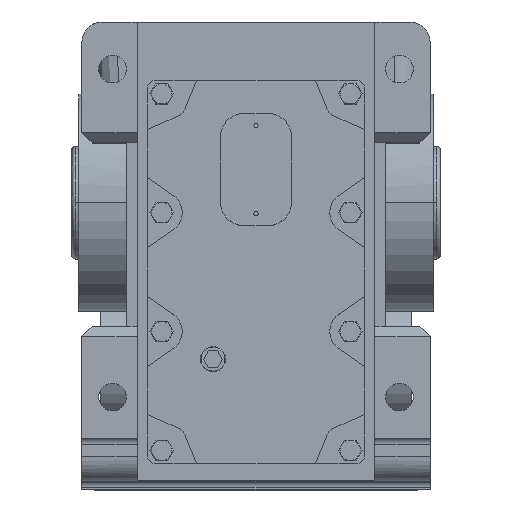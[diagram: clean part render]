
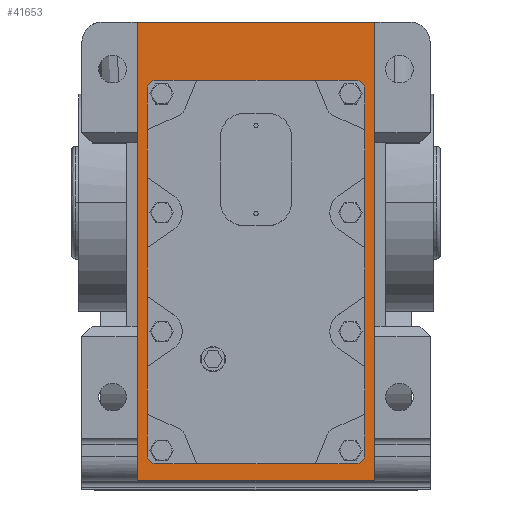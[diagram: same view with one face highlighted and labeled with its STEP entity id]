
A CAD part, top view. The second image highlights one B-rep face of the part: STEP entity #41653.
In plain terms, the highlighted planar face has unit normal (0, 0, 1).
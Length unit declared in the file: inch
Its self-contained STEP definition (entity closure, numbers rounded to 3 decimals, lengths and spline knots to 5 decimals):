
#45 = EDGE_CURVE ( 'NONE', #34287, #20667, #10972, .T. ) ;
#606 = LINE ( 'NONE', #41369, #24140 ) ;
#848 = VECTOR ( 'NONE', #10911, 39.37008 ) ;
#1950 = DIRECTION ( 'NONE',  ( 1., 0., 0. ) ) ;
#1983 = DIRECTION ( 'NONE',  ( 0., 0., -1. ) ) ;
#2388 = EDGE_CURVE ( 'NONE', #20261, #24185, #24294, .T. ) ;
#2505 = EDGE_CURVE ( 'NONE', #20667, #13043, #9031, .T. ) ;
#4024 = CARTESIAN_POINT ( 'NONE',  ( -1.92913, 2.34252, 2.91339 ) ) ;
#4439 = CARTESIAN_POINT ( 'NONE',  ( -2.08661, 2.18504, 2.91339 ) ) ;
#5185 = AXIS2_PLACEMENT_3D ( 'NONE', #47187, #1983, #32415 ) ;
#5365 = VECTOR ( 'NONE', #35759, 39.37008 ) ;
#5674 = PLANE ( 'NONE',  #43219 ) ;
#5904 = CARTESIAN_POINT ( 'NONE',  ( 2.28346, 3.46457, 2.91339 ) ) ;
#6311 = LINE ( 'NONE', #27696, #13981 ) ;
#6528 = CARTESIAN_POINT ( 'NONE',  ( 1.92913, 2.18504, 2.91339 ) ) ;
#7089 = VERTEX_POINT ( 'NONE', #4439 ) ;
#7426 = ORIENTED_EDGE ( 'NONE', *, *, #2505, .T. ) ;
#8284 = ORIENTED_EDGE ( 'NONE', *, *, #22520, .T. ) ;
#8930 = ORIENTED_EDGE ( 'NONE', *, *, #42584, .T. ) ;
#9031 = LINE ( 'NONE', #11319, #34346 ) ;
#9056 = CARTESIAN_POINT ( 'NONE',  ( 2.28346, -5.34772, 2.91339 ) ) ;
#9097 = CARTESIAN_POINT ( 'NONE',  ( 2.08661, -5.34772, 2.91339 ) ) ;
#9963 = VERTEX_POINT ( 'NONE', #12728 ) ;
#10283 = ORIENTED_EDGE ( 'NONE', *, *, #19849, .T. ) ;
#10579 = CARTESIAN_POINT ( 'NONE',  ( 1.92913, 2.34252, 2.91339 ) ) ;
#10624 = ORIENTED_EDGE ( 'NONE', *, *, #43148, .T. ) ;
#10849 = AXIS2_PLACEMENT_3D ( 'NONE', #35882, #24962, #1950 ) ;
#10911 = DIRECTION ( 'NONE',  ( -1., 0., 0. ) ) ;
#10972 = LINE ( 'NONE', #40311, #44002 ) ;
#11122 = CARTESIAN_POINT ( 'NONE',  ( 1.92913, -4.8622, 2.91339 ) ) ;
#11319 = CARTESIAN_POINT ( 'NONE',  ( -2.28346, -5.34772, 2.91339 ) ) ;
#12653 = ORIENTED_EDGE ( 'NONE', *, *, #16146, .T. ) ;
#12728 = CARTESIAN_POINT ( 'NONE',  ( -1.92913, -5.01969, 2.91339 ) ) ;
#12903 = LINE ( 'NONE', #18426, #38245 ) ;
#13043 = VERTEX_POINT ( 'NONE', #9056 ) ;
#13244 = LINE ( 'NONE', #18769, #848 ) ;
#13276 = CARTESIAN_POINT ( 'NONE',  ( -2.28346, -5.34772, 2.91339 ) ) ;
#13606 = EDGE_LOOP ( 'NONE', ( #10624, #34708, #34572, #7426 ) ) ;
#13618 = ORIENTED_EDGE ( 'NONE', *, *, #2388, .T. ) ;
#13653 = LINE ( 'NONE', #9097, #5365 ) ;
#13981 = VECTOR ( 'NONE', #34940, 39.37008 ) ;
#14046 = EDGE_CURVE ( 'NONE', #34287, #21631, #6311, .T. ) ;
#14107 = DIRECTION ( 'NONE',  ( 1., 0., 0. ) ) ;
#15299 = CARTESIAN_POINT ( 'NONE',  ( -2.28346, 2.34252, 2.91339 ) ) ;
#16146 = EDGE_CURVE ( 'NONE', #35433, #9963, #13244, .T. ) ;
#16909 = EDGE_CURVE ( 'NONE', #19883, #20261, #46272, .T. ) ;
#18426 = CARTESIAN_POINT ( 'NONE',  ( -2.08661, -5.34772, 2.91339 ) ) ;
#18769 = CARTESIAN_POINT ( 'NONE',  ( -2.28346, -5.01969, 2.91339 ) ) ;
#19683 = VECTOR ( 'NONE', #34046, 39.37008 ) ;
#19849 = EDGE_CURVE ( 'NONE', #24028, #35433, #27114, .T. ) ;
#19883 = VERTEX_POINT ( 'NONE', #4024 ) ;
#20058 = CARTESIAN_POINT ( 'NONE',  ( -2.28346, -5.34772, 2.91339 ) ) ;
#20194 = CARTESIAN_POINT ( 'NONE',  ( 2.08661, -4.8622, 2.91339 ) ) ;
#20261 = VERTEX_POINT ( 'NONE', #10579 ) ;
#20667 = VERTEX_POINT ( 'NONE', #20058 ) ;
#21324 = DIRECTION ( 'NONE',  ( 0., -1., 0. ) ) ;
#21631 = VERTEX_POINT ( 'NONE', #5904 ) ;
#22204 = CARTESIAN_POINT ( 'NONE',  ( -2.28346, 3.46457, 2.91339 ) ) ;
#22205 = EDGE_LOOP ( 'NONE', ( #12653, #34645, #8930, #8284, #41038, #13618, #26838, #10283 ) ) ;
#22520 = EDGE_CURVE ( 'NONE', #7089, #19883, #31989, .T. ) ;
#23609 = EDGE_CURVE ( 'NONE', #24185, #24028, #13653, .T. ) ;
#24028 = VERTEX_POINT ( 'NONE', #20194 ) ;
#24140 = VECTOR ( 'NONE', #41199, 39.37008 ) ;
#24185 = VERTEX_POINT ( 'NONE', #36840 ) ;
#24294 = CIRCLE ( 'NONE', #30643, 0.15748 ) ;
#24612 = EDGE_CURVE ( 'NONE', #9963, #40614, #40110, .T. ) ;
#24962 = DIRECTION ( 'NONE',  ( 0., 0., -1. ) ) ;
#26838 = ORIENTED_EDGE ( 'NONE', *, *, #23609, .T. ) ;
#27114 = CIRCLE ( 'NONE', #34854, 0.15748 ) ;
#27696 = CARTESIAN_POINT ( 'NONE',  ( -3.34646, 3.46457, 2.91339 ) ) ;
#29291 = FACE_OUTER_BOUND ( 'NONE', #13606, .T. ) ;
#29522 = CARTESIAN_POINT ( 'NONE',  ( -2.08661, -4.8622, 2.91339 ) ) ;
#29796 = DIRECTION ( 'NONE',  ( 0., 1., 0. ) ) ;
#30643 = AXIS2_PLACEMENT_3D ( 'NONE', #6528, #48277, #14107 ) ;
#31604 = FACE_BOUND ( 'NONE', #22205, .T. ) ;
#31989 = CIRCLE ( 'NONE', #10849, 0.15748 ) ;
#32415 = DIRECTION ( 'NONE',  ( 1., 0., 0. ) ) ;
#34046 = DIRECTION ( 'NONE',  ( 1., 0., 0. ) ) ;
#34287 = VERTEX_POINT ( 'NONE', #22204 ) ;
#34346 = VECTOR ( 'NONE', #37495, 39.37008 ) ;
#34572 = ORIENTED_EDGE ( 'NONE', *, *, #45, .T. ) ;
#34645 = ORIENTED_EDGE ( 'NONE', *, *, #24612, .T. ) ;
#34708 = ORIENTED_EDGE ( 'NONE', *, *, #14046, .F. ) ;
#34854 = AXIS2_PLACEMENT_3D ( 'NONE', #11122, #44926, #41280 ) ;
#34940 = DIRECTION ( 'NONE',  ( 1., 0., 0. ) ) ;
#35433 = VERTEX_POINT ( 'NONE', #41418 ) ;
#35759 = DIRECTION ( 'NONE',  ( 0., -1., 0. ) ) ;
#35882 = CARTESIAN_POINT ( 'NONE',  ( -1.92913, 2.18504, 2.91339 ) ) ;
#36840 = CARTESIAN_POINT ( 'NONE',  ( 2.08661, 2.18504, 2.91339 ) ) ;
#37495 = DIRECTION ( 'NONE',  ( 1., 0., 0. ) ) ;
#38245 = VECTOR ( 'NONE', #29796, 39.37008 ) ;
#39638 = DIRECTION ( 'NONE',  ( 0., 0., 1. ) ) ;
#40110 = CIRCLE ( 'NONE', #5185, 0.15748 ) ;
#40311 = CARTESIAN_POINT ( 'NONE',  ( -2.28346, -5.51181, 2.91339 ) ) ;
#40614 = VERTEX_POINT ( 'NONE', #29522 ) ;
#41038 = ORIENTED_EDGE ( 'NONE', *, *, #16909, .T. ) ;
#41199 = DIRECTION ( 'NONE',  ( 0., 1., 0. ) ) ;
#41280 = DIRECTION ( 'NONE',  ( 1., 0., 0. ) ) ;
#41369 = CARTESIAN_POINT ( 'NONE',  ( 2.28346, -5.34772, 2.91339 ) ) ;
#41418 = CARTESIAN_POINT ( 'NONE',  ( 1.92913, -5.01969, 2.91339 ) ) ;
#41653 = ADVANCED_FACE ( 'NONE', ( #29291, #31604 ), #5674, .T. ) ;
#42584 = EDGE_CURVE ( 'NONE', #40614, #7089, #12903, .T. ) ;
#43148 = EDGE_CURVE ( 'NONE', #13043, #21631, #606, .T. ) ;
#43219 = AXIS2_PLACEMENT_3D ( 'NONE', #13276, #39638, #47274 ) ;
#44002 = VECTOR ( 'NONE', #21324, 39.37008 ) ;
#44926 = DIRECTION ( 'NONE',  ( 0., 0., -1. ) ) ;
#46272 = LINE ( 'NONE', #15299, #19683 ) ;
#47187 = CARTESIAN_POINT ( 'NONE',  ( -1.92913, -4.8622, 2.91339 ) ) ;
#47274 = DIRECTION ( 'NONE',  ( 1., 0., 0. ) ) ;
#48277 = DIRECTION ( 'NONE',  ( 0., 0., -1. ) ) ;
